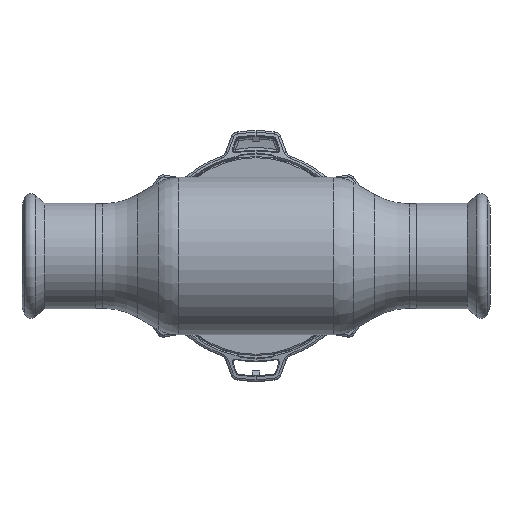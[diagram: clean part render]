
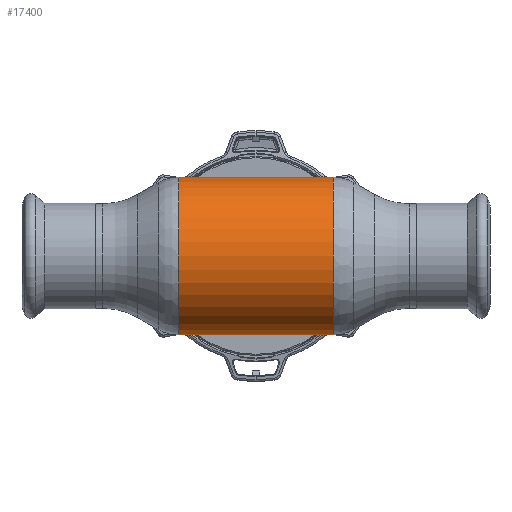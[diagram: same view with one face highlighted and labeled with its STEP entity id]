
A CAD part, front view. The second image highlights one B-rep face of the part: STEP entity #17400.
In plain terms, the highlighted cylindrical face has radius 34 mm (diameter 68 mm), a partial arc.
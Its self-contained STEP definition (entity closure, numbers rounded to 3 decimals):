
#1563 = CARTESIAN_POINT ( 'NONE',  ( -33.177, 0., 34. ) ) ;
#2862 = DIRECTION ( 'NONE',  ( 0., 0., 1. ) ) ;
#4695 = ORIENTED_EDGE ( 'NONE', *, *, #11632, .T. ) ;
#5187 = CIRCLE ( 'NONE', #11450, 34. ) ;
#5990 = CARTESIAN_POINT ( 'NONE',  ( -62.69, 0., 34. ) ) ;
#6335 = LINE ( 'NONE', #5990, #28397 ) ;
#7439 = VERTEX_POINT ( 'NONE', #9444 ) ;
#7889 = EDGE_LOOP ( 'NONE', ( #29362, #15885, #4695, #13922 ) ) ;
#9444 = CARTESIAN_POINT ( 'NONE',  ( 33.177, 0., -34. ) ) ;
#9958 = LINE ( 'NONE', #23092, #18211 ) ;
#11342 = DIRECTION ( 'NONE',  ( 0., 0., 1. ) ) ;
#11392 = EDGE_CURVE ( 'NONE', #29818, #14669, #5187, .T. ) ;
#11450 = AXIS2_PLACEMENT_3D ( 'NONE', #19880, #30670, #25046 ) ;
#11505 = EDGE_CURVE ( 'NONE', #7439, #29818, #9958, .T. ) ;
#11632 = EDGE_CURVE ( 'NONE', #30078, #14669, #6335, .T. ) ;
#12927 = CARTESIAN_POINT ( 'NONE',  ( 33.177, 0., 34. ) ) ;
#13922 = ORIENTED_EDGE ( 'NONE', *, *, #11392, .F. ) ;
#14532 = DIRECTION ( 'NONE',  ( -1., 0., 0. ) ) ;
#14669 = VERTEX_POINT ( 'NONE', #1563 ) ;
#15487 = CYLINDRICAL_SURFACE ( 'NONE', #21669, 34. ) ;
#15885 = ORIENTED_EDGE ( 'NONE', *, *, #27050, .T. ) ;
#16389 = AXIS2_PLACEMENT_3D ( 'NONE', #32551, #19100, #11342 ) ;
#17400 = ADVANCED_FACE ( 'NONE', ( #23278 ), #15487, .T. ) ;
#18211 = VECTOR ( 'NONE', #20769, 1000. ) ;
#19100 = DIRECTION ( 'NONE',  ( -1., 0., 0. ) ) ;
#19880 = CARTESIAN_POINT ( 'NONE',  ( -33.177, 0., 0. ) ) ;
#20769 = DIRECTION ( 'NONE',  ( -1., 0., 0. ) ) ;
#20918 = CIRCLE ( 'NONE', #16389, 34. ) ;
#21669 = AXIS2_PLACEMENT_3D ( 'NONE', #24318, #23980, #2862 ) ;
#23092 = CARTESIAN_POINT ( 'NONE',  ( -62.69, 0., -34. ) ) ;
#23278 = FACE_OUTER_BOUND ( 'NONE', #7889, .T. ) ;
#23980 = DIRECTION ( 'NONE',  ( -1., 0., 0. ) ) ;
#24318 = CARTESIAN_POINT ( 'NONE',  ( -62.69, 0., 0. ) ) ;
#25046 = DIRECTION ( 'NONE',  ( 0., 0., 1. ) ) ;
#27050 = EDGE_CURVE ( 'NONE', #7439, #30078, #20918, .T. ) ;
#28397 = VECTOR ( 'NONE', #14532, 1000. ) ;
#29362 = ORIENTED_EDGE ( 'NONE', *, *, #11505, .F. ) ;
#29724 = CARTESIAN_POINT ( 'NONE',  ( -33.177, 0., -34. ) ) ;
#29818 = VERTEX_POINT ( 'NONE', #29724 ) ;
#30078 = VERTEX_POINT ( 'NONE', #12927 ) ;
#30670 = DIRECTION ( 'NONE',  ( -1., 0., 0. ) ) ;
#32551 = CARTESIAN_POINT ( 'NONE',  ( 33.177, 0., 0. ) ) ;
